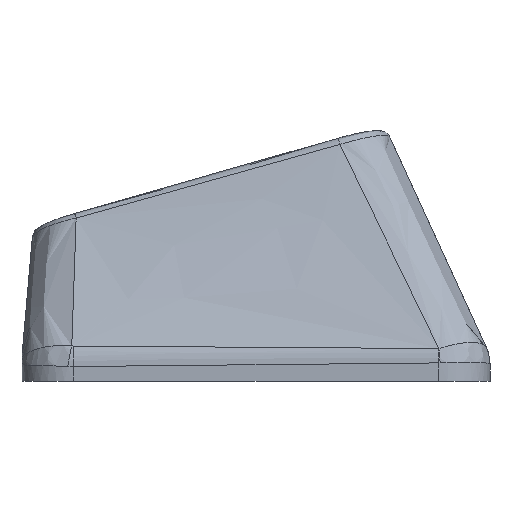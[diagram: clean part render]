
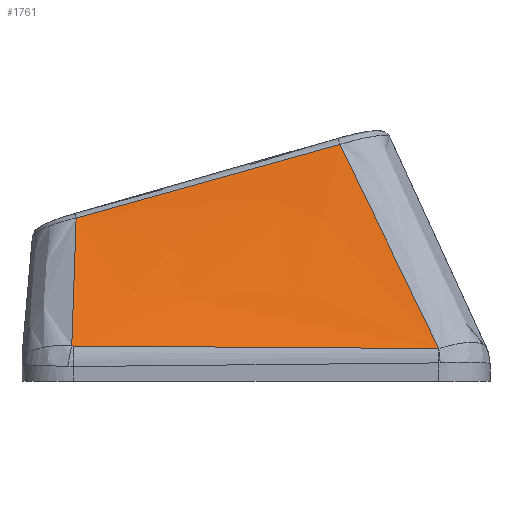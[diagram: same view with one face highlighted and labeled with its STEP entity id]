
A CAD part, left-side view. The second image highlights one B-rep face of the part: STEP entity #1761.
In plain terms, the highlighted free-form (B-spline) face has degree [3, 3] with [4, 4] control points.
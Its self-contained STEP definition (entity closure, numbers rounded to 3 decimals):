
#52=B_SPLINE_SURFACE_WITH_KNOTS('',3,3,((#4320,#4321,#4322,#4323),(#4324,
#4325,#4326,#4327),(#4328,#4329,#4330,#4331),(#4332,#4333,#4334,#4335)),
 .UNSPECIFIED.,.F.,.F.,.F.,(4,4),(4,4),(0.103,0.893),
(0.032,0.969),.UNSPECIFIED.);
#344=FACE_OUTER_BOUND('',#442,.T.);
#442=EDGE_LOOP('',(#1500,#1501,#1502,#1503,#1504,#1505));
#604=B_SPLINE_CURVE_WITH_KNOTS('',3,(#3828,#3829,#3830,#3831),
 .UNSPECIFIED.,.F.,.F.,(4,4),(0.,0.002),
 .UNSPECIFIED.);
#606=B_SPLINE_CURVE_WITH_KNOTS('',3,(#3855,#3856,#3857,#3858),
 .UNSPECIFIED.,.F.,.F.,(4,4),(0.,1.416),.UNSPECIFIED.);
#608=B_SPLINE_CURVE_WITH_KNOTS('',3,(#3882,#3883,#3884,#3885),
 .UNSPECIFIED.,.F.,.F.,(4,4),(0.,0.006),
 .UNSPECIFIED.);
#630=B_SPLINE_CURVE_WITH_KNOTS('',3,(#4310,#4311,#4312,#4313),
 .UNSPECIFIED.,.F.,.F.,(4,4),(-0.613,-0.026),
 .UNSPECIFIED.);
#632=B_SPLINE_CURVE_WITH_KNOTS('',3,(#4337,#4338,#4339,#4340),
 .UNSPECIFIED.,.F.,.F.,(4,4),(0.032,0.967),
 .UNSPECIFIED.);
#633=B_SPLINE_CURVE_WITH_KNOTS('',3,(#4341,#4342,#4343,#4344),
 .UNSPECIFIED.,.F.,.F.,(4,4),(-1.063,0.),.UNSPECIFIED.);
#786=VERTEX_POINT('',#3787);
#790=VERTEX_POINT('',#3821);
#792=VERTEX_POINT('',#3848);
#794=VERTEX_POINT('',#3875);
#821=VERTEX_POINT('',#4309);
#822=VERTEX_POINT('',#4336);
#1030=EDGE_CURVE('',#786,#790,#604,.T.);
#1033=EDGE_CURVE('',#790,#792,#606,.T.);
#1036=EDGE_CURVE('',#792,#794,#608,.T.);
#1077=EDGE_CURVE('',#794,#821,#630,.T.);
#1079=EDGE_CURVE('',#822,#786,#632,.T.);
#1080=EDGE_CURVE('',#821,#822,#633,.T.);
#1500=ORIENTED_EDGE('',*,*,#1036,.F.);
#1501=ORIENTED_EDGE('',*,*,#1033,.F.);
#1502=ORIENTED_EDGE('',*,*,#1030,.F.);
#1503=ORIENTED_EDGE('',*,*,#1079,.F.);
#1504=ORIENTED_EDGE('',*,*,#1080,.F.);
#1505=ORIENTED_EDGE('',*,*,#1077,.F.);
#1761=ADVANCED_FACE('',(#344),#52,.T.);
#3787=CARTESIAN_POINT('',(-16.116,-7.093,0.268));
#3821=CARTESIAN_POINT('',(-16.117,-7.077,0.268));
#3828=CARTESIAN_POINT('Ctrl Pts',(-16.116,-7.093,0.268));
#3829=CARTESIAN_POINT('Ctrl Pts',(-16.117,-7.088,0.268));
#3830=CARTESIAN_POINT('Ctrl Pts',(-16.117,-7.082,0.268));
#3831=CARTESIAN_POINT('Ctrl Pts',(-16.117,-7.077,0.268));
#3848=CARTESIAN_POINT('',(-15.996,7.092,0.365));
#3855=CARTESIAN_POINT('Ctrl Pts',(-16.117,-7.077,0.268));
#3856=CARTESIAN_POINT('Ctrl Pts',(-16.094,-2.355,0.293));
#3857=CARTESIAN_POINT('Ctrl Pts',(-16.064,2.367,0.324));
#3858=CARTESIAN_POINT('Ctrl Pts',(-15.996,7.092,0.365));
#3875=CARTESIAN_POINT('',(-15.992,7.149,0.371));
#3882=CARTESIAN_POINT('Ctrl Pts',(-15.996,7.092,0.365));
#3883=CARTESIAN_POINT('Ctrl Pts',(-15.996,7.111,0.365));
#3884=CARTESIAN_POINT('Ctrl Pts',(-15.994,7.13,0.367));
#3885=CARTESIAN_POINT('Ctrl Pts',(-15.992,7.149,0.371));
#4309=CARTESIAN_POINT('',(-12.915,6.98,5.334));
#4310=CARTESIAN_POINT('Ctrl Pts',(-15.992,7.149,0.371));
#4311=CARTESIAN_POINT('Ctrl Pts',(-14.958,7.075,2.021));
#4312=CARTESIAN_POINT('Ctrl Pts',(-13.933,7.015,3.676));
#4313=CARTESIAN_POINT('Ctrl Pts',(-12.915,6.98,5.334));
#4320=CARTESIAN_POINT('Ctrl Pts',(-12.89,-3.68,8.301));
#4321=CARTESIAN_POINT('Ctrl Pts',(-13.966,-4.818,5.623));
#4322=CARTESIAN_POINT('Ctrl Pts',(-15.041,-5.956,2.946));
#4323=CARTESIAN_POINT('Ctrl Pts',(-16.117,-7.093,0.268));
#4324=CARTESIAN_POINT('Ctrl Pts',(-12.89,-0.058,
7.307));
#4325=CARTESIAN_POINT('Ctrl Pts',(-13.966,-0.821,
4.95));
#4326=CARTESIAN_POINT('Ctrl Pts',(-15.041,-1.584,2.593));
#4327=CARTESIAN_POINT('Ctrl Pts',(-16.117,-2.346,0.236));
#4328=CARTESIAN_POINT('Ctrl Pts',(-12.89,3.564,6.312));
#4329=CARTESIAN_POINT('Ctrl Pts',(-13.966,3.176,4.276));
#4330=CARTESIAN_POINT('Ctrl Pts',(-15.041,2.788,2.24));
#4331=CARTESIAN_POINT('Ctrl Pts',(-16.117,2.401,0.204));
#4332=CARTESIAN_POINT('Ctrl Pts',(-12.89,7.186,5.318));
#4333=CARTESIAN_POINT('Ctrl Pts',(-13.966,7.173,3.602));
#4334=CARTESIAN_POINT('Ctrl Pts',(-15.041,7.16,1.887));
#4335=CARTESIAN_POINT('Ctrl Pts',(-16.117,7.148,0.172));
#4336=CARTESIAN_POINT('',(-12.89,-3.256,8.184));
#4337=CARTESIAN_POINT('Ctrl Pts',(-12.89,-3.256,8.184));
#4338=CARTESIAN_POINT('Ctrl Pts',(-13.982,-4.546,5.555));
#4339=CARTESIAN_POINT('Ctrl Pts',(-15.053,-5.823,2.914));
#4340=CARTESIAN_POINT('Ctrl Pts',(-16.116,-7.093,0.268));
#4341=CARTESIAN_POINT('Ctrl Pts',(-12.915,6.98,5.334));
#4342=CARTESIAN_POINT('Ctrl Pts',(-12.909,3.565,6.273));
#4343=CARTESIAN_POINT('Ctrl Pts',(-12.899,0.154,7.226));
#4344=CARTESIAN_POINT('Ctrl Pts',(-12.89,-3.256,8.184));
